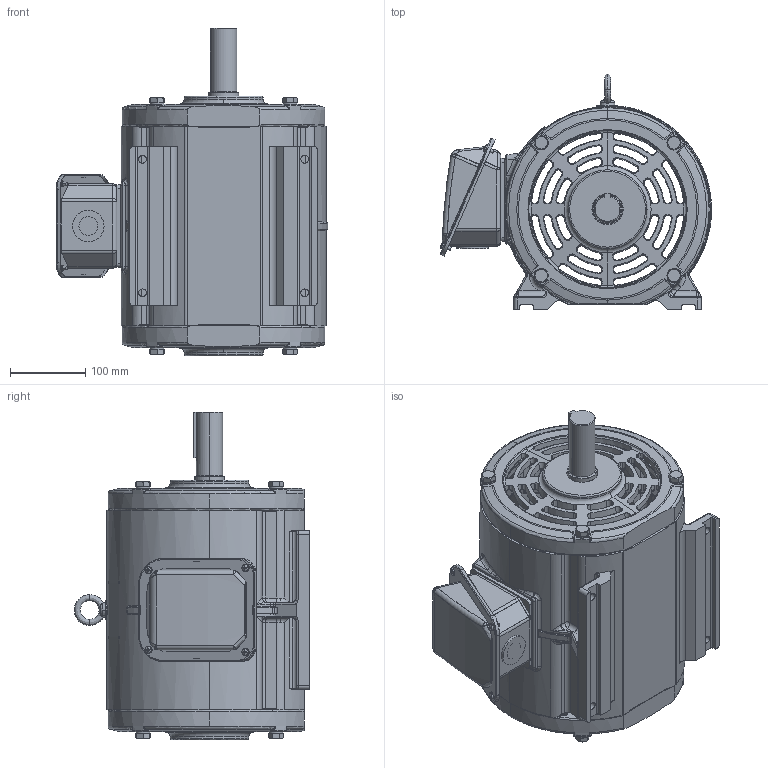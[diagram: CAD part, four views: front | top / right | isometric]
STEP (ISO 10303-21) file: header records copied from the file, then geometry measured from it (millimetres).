
FILE_DESCRIPTION(('CATIA V5 STEP Exchange'),'2;1');
FILE_NAME('31043A423-ASHH-- 215T.stp','2020-04-06T05:46:52+00:00',('none'),('none'),'Unofficial Packaging Version','CATIA V5 STEP AP203','none');
FILE_SCHEMA(('CONFIG_CONTROL_DESIGN'));
Length unit declared in the file: millimetre
Products named in the file (1): 31043A423-ASHH-- 215T
Bounding box: 361.1 x 313.38 x 436.6 mm (x, y, z)
Volume: 5131945.6 mm3; surface area: 1156826 mm2
Topology: 3 solids, 15 shells, 3670 faces, 10341 edges, 6315 vertices
Faces by surface type: cylinder 1003, plane 881, cone 585, bspline 559, torus 472, revolution 98, sphere 72
Entity records: 144212 total; most frequent: CARTESIAN_POINT 62417, ORIENTED_EDGE 20074, DIRECTION 12252, EDGE_CURVE 10037, VERTEX_POINT 6315, AXIS2_PLACEMENT_3D 6164, EDGE_LOOP 3838, ADVANCED_FACE 3670
